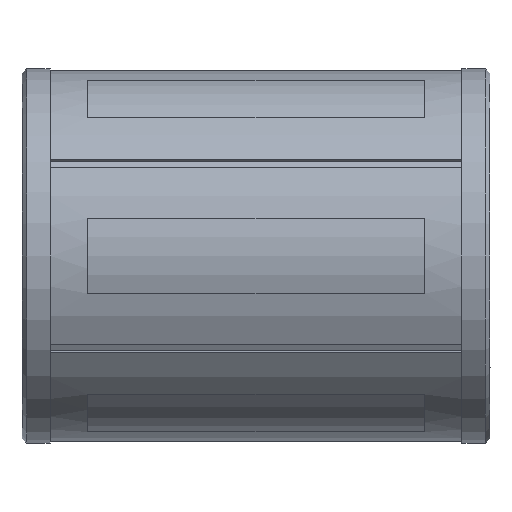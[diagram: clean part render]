
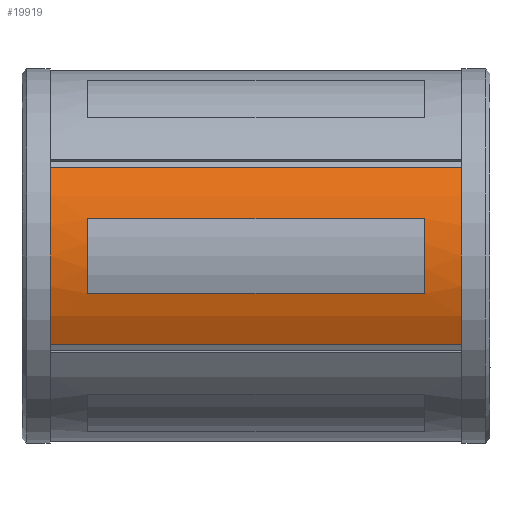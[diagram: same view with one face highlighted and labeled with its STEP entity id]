
A CAD part, front view. The second image highlights one B-rep face of the part: STEP entity #19919.
In plain terms, the highlighted cylindrical face has radius 19.8 mm (diameter 39.6 mm), a partial arc.
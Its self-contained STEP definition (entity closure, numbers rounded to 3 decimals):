
#181 = LINE ( 'NONE', #13716, #19348 ) ;
#256 = DIRECTION ( 'NONE',  ( -1., 0., 0. ) ) ;
#587 = CARTESIAN_POINT ( 'NONE',  ( -18., 0., 0. ) ) ;
#1374 = VECTOR ( 'NONE', #10326, 1000. ) ;
#2300 = VECTOR ( 'NONE', #21064, 1000. ) ;
#2576 = VERTEX_POINT ( 'NONE', #4117 ) ;
#2810 = EDGE_LOOP ( 'NONE', ( #16626, #8896, #16686, #5716 ) ) ;
#3100 = ORIENTED_EDGE ( 'NONE', *, *, #8947, .T. ) ;
#3200 = AXIS2_PLACEMENT_3D ( 'NONE', #13366, #15545, #11389 ) ;
#3376 = DIRECTION ( 'NONE',  ( -1., 0., 0. ) ) ;
#3693 = CARTESIAN_POINT ( 'NONE',  ( 22., -17.392, 9.464 ) ) ;
#4117 = CARTESIAN_POINT ( 'NONE',  ( 22., -17.392, -9.464 ) ) ;
#4913 = CARTESIAN_POINT ( 'NONE',  ( -25.767, -17.392, -9.464 ) ) ;
#4953 = VERTEX_POINT ( 'NONE', #7851 ) ;
#5146 = VERTEX_POINT ( 'NONE', #17358 ) ;
#5337 = DIRECTION ( 'NONE',  ( -1., 0., 0. ) ) ;
#5506 = DIRECTION ( 'NONE',  ( 0., 0., 1. ) ) ;
#5716 = ORIENTED_EDGE ( 'NONE', *, *, #25805, .T. ) ;
#5931 = DIRECTION ( 'NONE',  ( -1., 0., 0. ) ) ;
#6341 = CARTESIAN_POINT ( 'NONE',  ( -22., -17.392, 9.464 ) ) ;
#6408 = LINE ( 'NONE', #23464, #1374 ) ;
#6590 = LINE ( 'NONE', #4913, #13966 ) ;
#7851 = CARTESIAN_POINT ( 'NONE',  ( -18., -19.392, -4. ) ) ;
#8896 = ORIENTED_EDGE ( 'NONE', *, *, #12936, .F. ) ;
#8947 = EDGE_CURVE ( 'NONE', #4953, #12159, #19430, .T. ) ;
#9635 = DIRECTION ( 'NONE',  ( 0., 0., 1. ) ) ;
#9744 = EDGE_CURVE ( 'NONE', #2576, #22896, #6590, .T. ) ;
#10326 = DIRECTION ( 'NONE',  ( -1., 0., 0. ) ) ;
#11389 = DIRECTION ( 'NONE',  ( 0., 0., 1. ) ) ;
#11590 = ORIENTED_EDGE ( 'NONE', *, *, #21503, .F. ) ;
#11810 = CYLINDRICAL_SURFACE ( 'NONE', #24489, 19.8 ) ;
#12159 = VERTEX_POINT ( 'NONE', #14653 ) ;
#12263 = CARTESIAN_POINT ( 'NONE',  ( -25.767, -17.392, 9.464 ) ) ;
#12312 = CARTESIAN_POINT ( 'NONE',  ( 22., 0., 0. ) ) ;
#12936 = EDGE_CURVE ( 'NONE', #22896, #26281, #27321, .T. ) ;
#13088 = DIRECTION ( 'NONE',  ( 0., 0., 1. ) ) ;
#13190 = DIRECTION ( 'NONE',  ( -1., 0., 0. ) ) ;
#13366 = CARTESIAN_POINT ( 'NONE',  ( -22., 0., 0. ) ) ;
#13716 = CARTESIAN_POINT ( 'NONE',  ( 18., -19.392, -4. ) ) ;
#13966 = VECTOR ( 'NONE', #256, 1000. ) ;
#14109 = CIRCLE ( 'NONE', #18925, 19.8 ) ;
#14149 = FACE_OUTER_BOUND ( 'NONE', #2810, .T. ) ;
#14653 = CARTESIAN_POINT ( 'NONE',  ( -18., -19.392, 4. ) ) ;
#15051 = VERTEX_POINT ( 'NONE', #3693 ) ;
#15057 = LINE ( 'NONE', #12263, #2300 ) ;
#15417 = EDGE_LOOP ( 'NONE', ( #24184, #21564, #3100, #11590 ) ) ;
#15545 = DIRECTION ( 'NONE',  ( -1., 0., 0. ) ) ;
#16041 = EDGE_CURVE ( 'NONE', #26281, #15051, #15057, .T. ) ;
#16183 = FACE_BOUND ( 'NONE', #15417, .T. ) ;
#16626 = ORIENTED_EDGE ( 'NONE', *, *, #16041, .F. ) ;
#16686 = ORIENTED_EDGE ( 'NONE', *, *, #9744, .F. ) ;
#17358 = CARTESIAN_POINT ( 'NONE',  ( 18., -19.392, 4. ) ) ;
#17441 = CARTESIAN_POINT ( 'NONE',  ( -25.767, 0., 0. ) ) ;
#17524 = AXIS2_PLACEMENT_3D ( 'NONE', #12312, #5931, #21023 ) ;
#18054 = DIRECTION ( 'NONE',  ( -1., 0., 0. ) ) ;
#18150 = EDGE_CURVE ( 'NONE', #22743, #4953, #181, .T. ) ;
#18229 = CARTESIAN_POINT ( 'NONE',  ( 18., 0., 0. ) ) ;
#18925 = AXIS2_PLACEMENT_3D ( 'NONE', #18229, #5337, #9635 ) ;
#19348 = VECTOR ( 'NONE', #18054, 1000. ) ;
#19353 = AXIS2_PLACEMENT_3D ( 'NONE', #587, #3376, #5506 ) ;
#19430 = CIRCLE ( 'NONE', #19353, 19.8 ) ;
#19515 = CARTESIAN_POINT ( 'NONE',  ( -22., -17.392, -9.464 ) ) ;
#19919 = ADVANCED_FACE ( 'NONE', ( #16183, #14149 ), #11810, .T. ) ;
#21023 = DIRECTION ( 'NONE',  ( 0., 0., 1. ) ) ;
#21064 = DIRECTION ( 'NONE',  ( 1., 0., 0. ) ) ;
#21503 = EDGE_CURVE ( 'NONE', #5146, #12159, #6408, .T. ) ;
#21564 = ORIENTED_EDGE ( 'NONE', *, *, #18150, .T. ) ;
#22743 = VERTEX_POINT ( 'NONE', #25545 ) ;
#22896 = VERTEX_POINT ( 'NONE', #19515 ) ;
#23464 = CARTESIAN_POINT ( 'NONE',  ( 18., -19.392, 4. ) ) ;
#24184 = ORIENTED_EDGE ( 'NONE', *, *, #27502, .F. ) ;
#24353 = CIRCLE ( 'NONE', #17524, 19.8 ) ;
#24489 = AXIS2_PLACEMENT_3D ( 'NONE', #17441, #13190, #13088 ) ;
#25545 = CARTESIAN_POINT ( 'NONE',  ( 18., -19.392, -4. ) ) ;
#25805 = EDGE_CURVE ( 'NONE', #2576, #15051, #24353, .T. ) ;
#26281 = VERTEX_POINT ( 'NONE', #6341 ) ;
#27321 = CIRCLE ( 'NONE', #3200, 19.8 ) ;
#27502 = EDGE_CURVE ( 'NONE', #22743, #5146, #14109, .T. ) ;
